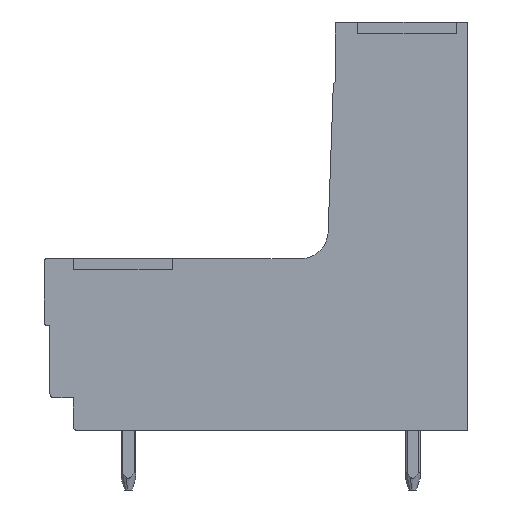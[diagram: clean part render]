
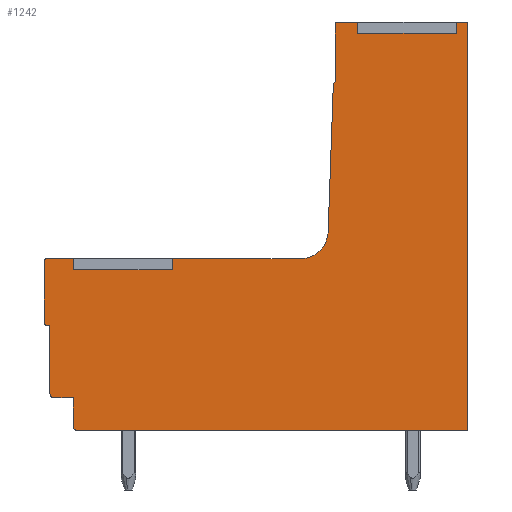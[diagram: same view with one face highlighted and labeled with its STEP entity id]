
A CAD part, left-side view. The second image highlights one B-rep face of the part: STEP entity #1242.
In plain terms, the highlighted planar face has unit normal (-1, 0, 0).
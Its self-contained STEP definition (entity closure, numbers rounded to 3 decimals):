
#1085=AXIS2_PLACEMENT_3D('Plane Axis2P3D',#1082,#1083,#1084) ;
#1096=AXIS2_PLACEMENT_3D('Circle Axis2P3D',#1094,#1095,$) ;
#1110=AXIS2_PLACEMENT_3D('Circle Axis2P3D',#1108,#1109,$) ;
#1124=AXIS2_PLACEMENT_3D('Circle Axis2P3D',#1122,#1123,$) ;
#1143=AXIS2_PLACEMENT_3D('Circle Axis2P3D',#1141,#1142,$) ;
#1157=AXIS2_PLACEMENT_3D('Circle Axis2P3D',#1155,#1156,$) ;
#1178=AXIS2_PLACEMENT_3D('Circle Axis2P3D',#1176,#1177,$) ;
#1199=AXIS2_PLACEMENT_3D('Circle Axis2P3D',#1197,#1198,$) ;
#36=CARTESIAN_POINT('Line Origine',(0.3,5.9,24.8)) ;
#40=CARTESIAN_POINT('Vertex',(0.3,5.9,25.1)) ;
#42=CARTESIAN_POINT('Vertex',(0.3,5.9,24.5)) ;
#76=CARTESIAN_POINT('Line Origine',(0.3,3.25,24.5)) ;
#80=CARTESIAN_POINT('Vertex',(0.3,0.6,24.5)) ;
#135=CARTESIAN_POINT('Vertex',(0.3,0.6,25.1)) ;
#155=CARTESIAN_POINT('Line Origine',(0.3,0.6,24.8)) ;
#172=CARTESIAN_POINT('Line Origine',(0.3,21.14,12.1)) ;
#176=CARTESIAN_POINT('Vertex',(0.3,21.14,12.4)) ;
#178=CARTESIAN_POINT('Vertex',(0.3,21.14,11.8)) ;
#212=CARTESIAN_POINT('Line Origine',(0.3,18.49,11.8)) ;
#216=CARTESIAN_POINT('Vertex',(0.3,15.84,11.8)) ;
#266=CARTESIAN_POINT('Vertex',(0.3,15.84,12.4)) ;
#286=CARTESIAN_POINT('Line Origine',(0.3,15.84,12.1)) ;
#356=CARTESIAN_POINT('Vertex',(0.3,0.,3.2)) ;
#359=CARTESIAN_POINT('Line Origine',(0.3,10.47,3.2)) ;
#363=CARTESIAN_POINT('Vertex',(0.3,20.94,3.2)) ;
#1082=CARTESIAN_POINT('Axis2P3D Location',(0.3,0.,0.)) ;
#1087=CARTESIAN_POINT('Line Origine',(0.3,6.45,25.1)) ;
#1091=CARTESIAN_POINT('Vertex',(0.3,7.,25.1)) ;
#1094=CARTESIAN_POINT('Axis2P3D Location',(0.3,7.,25.)) ;
#1098=CARTESIAN_POINT('Vertex',(0.3,7.1,25.)) ;
#1101=CARTESIAN_POINT('Line Origine',(0.3,7.1,23.45)) ;
#1105=CARTESIAN_POINT('Vertex',(0.3,7.1,21.9)) ;
#1108=CARTESIAN_POINT('Axis2P3D Location',(0.3,6.952,21.694)) ;
#1112=CARTESIAN_POINT('Vertex',(0.3,7.206,21.705)) ;
#1115=CARTESIAN_POINT('Line Origine',(0.3,7.343,17.776)) ;
#1119=CARTESIAN_POINT('Vertex',(0.3,7.48,13.848)) ;
#1122=CARTESIAN_POINT('Axis2P3D Location',(0.3,8.979,13.9)) ;
#1126=CARTESIAN_POINT('Vertex',(0.3,8.979,12.4)) ;
#1129=CARTESIAN_POINT('Line Origine',(0.3,12.41,12.4)) ;
#1134=CARTESIAN_POINT('Line Origine',(0.3,21.87,12.4)) ;
#1138=CARTESIAN_POINT('Vertex',(0.3,22.6,12.4)) ;
#1141=CARTESIAN_POINT('Axis2P3D Location',(0.3,22.6,12.3)) ;
#1145=CARTESIAN_POINT('Vertex',(0.3,22.7,12.3)) ;
#1148=CARTESIAN_POINT('Line Origine',(0.3,22.7,10.65)) ;
#1152=CARTESIAN_POINT('Vertex',(0.3,22.7,9.)) ;
#1155=CARTESIAN_POINT('Axis2P3D Location',(0.3,22.5,9.)) ;
#1159=CARTESIAN_POINT('Vertex',(0.3,22.5,8.8)) ;
#1162=CARTESIAN_POINT('Line Origine',(0.3,22.45,8.8)) ;
#1166=CARTESIAN_POINT('Vertex',(0.3,22.4,8.8)) ;
#1169=CARTESIAN_POINT('Line Origine',(0.3,22.4,6.975)) ;
#1173=CARTESIAN_POINT('Vertex',(0.3,22.4,5.15)) ;
#1176=CARTESIAN_POINT('Axis2P3D Location',(0.3,22.2,5.15)) ;
#1180=CARTESIAN_POINT('Vertex',(0.3,22.2,4.95)) ;
#1183=CARTESIAN_POINT('Line Origine',(0.3,21.67,4.95)) ;
#1187=CARTESIAN_POINT('Vertex',(0.3,21.14,4.95)) ;
#1190=CARTESIAN_POINT('Line Origine',(0.3,21.14,4.175)) ;
#1194=CARTESIAN_POINT('Vertex',(0.3,21.14,3.4)) ;
#1197=CARTESIAN_POINT('Axis2P3D Location',(0.3,20.94,3.4)) ;
#1202=CARTESIAN_POINT('Line Origine',(0.3,0.,14.15)) ;
#1206=CARTESIAN_POINT('Vertex',(0.3,0.,25.1)) ;
#1209=CARTESIAN_POINT('Line Origine',(0.3,0.3,25.1)) ;
#37=DIRECTION('Vector Direction',(0.,0.,1.)) ;
#77=DIRECTION('Vector Direction',(0.,1.,0.)) ;
#156=DIRECTION('Vector Direction',(0.,0.,-1.)) ;
#173=DIRECTION('Vector Direction',(0.,0.,1.)) ;
#213=DIRECTION('Vector Direction',(0.,1.,0.)) ;
#287=DIRECTION('Vector Direction',(0.,0.,-1.)) ;
#360=DIRECTION('Vector Direction',(0.,1.,0.)) ;
#1083=DIRECTION('Axis2P3D Direction',(-1.,0.,0.)) ;
#1084=DIRECTION('Axis2P3D XDirection',(0.,0.,1.)) ;
#1088=DIRECTION('Vector Direction',(0.,-1.,0.)) ;
#1095=DIRECTION('Axis2P3D Direction',(-1.,0.,0.)) ;
#1102=DIRECTION('Vector Direction',(0.,0.,1.)) ;
#1109=DIRECTION('Axis2P3D Direction',(-1.,0.,0.)) ;
#1116=DIRECTION('Vector Direction',(0.,-0.035,0.999)) ;
#1123=DIRECTION('Axis2P3D Direction',(-1.,0.,0.)) ;
#1130=DIRECTION('Vector Direction',(0.,-1.,0.)) ;
#1135=DIRECTION('Vector Direction',(0.,-1.,0.)) ;
#1142=DIRECTION('Axis2P3D Direction',(-1.,0.,0.)) ;
#1149=DIRECTION('Vector Direction',(0.,0.,1.)) ;
#1156=DIRECTION('Axis2P3D Direction',(-1.,0.,0.)) ;
#1163=DIRECTION('Vector Direction',(0.,1.,0.)) ;
#1170=DIRECTION('Vector Direction',(0.,0.,1.)) ;
#1177=DIRECTION('Axis2P3D Direction',(-1.,0.,0.)) ;
#1184=DIRECTION('Vector Direction',(0.,1.,0.)) ;
#1191=DIRECTION('Vector Direction',(0.,0.,1.)) ;
#1198=DIRECTION('Axis2P3D Direction',(-1.,0.,0.)) ;
#1203=DIRECTION('Vector Direction',(0.,0.,-1.)) ;
#1210=DIRECTION('Vector Direction',(0.,-1.,0.)) ;
#38=VECTOR('Line Direction',#37,1.) ;
#78=VECTOR('Line Direction',#77,1.) ;
#157=VECTOR('Line Direction',#156,1.) ;
#174=VECTOR('Line Direction',#173,1.) ;
#214=VECTOR('Line Direction',#213,1.) ;
#288=VECTOR('Line Direction',#287,1.) ;
#361=VECTOR('Line Direction',#360,1.) ;
#1089=VECTOR('Line Direction',#1088,1.) ;
#1103=VECTOR('Line Direction',#1102,1.) ;
#1117=VECTOR('Line Direction',#1116,1.) ;
#1131=VECTOR('Line Direction',#1130,1.) ;
#1136=VECTOR('Line Direction',#1135,1.) ;
#1150=VECTOR('Line Direction',#1149,1.) ;
#1164=VECTOR('Line Direction',#1163,1.) ;
#1171=VECTOR('Line Direction',#1170,1.) ;
#1185=VECTOR('Line Direction',#1184,1.) ;
#1192=VECTOR('Line Direction',#1191,1.) ;
#1204=VECTOR('Line Direction',#1203,1.) ;
#1211=VECTOR('Line Direction',#1210,1.) ;
#1215=ORIENTED_EDGE('',*,*,#1093,.T.) ;
#1216=ORIENTED_EDGE('',*,*,#1100,.T.) ;
#1217=ORIENTED_EDGE('',*,*,#1107,.T.) ;
#1218=ORIENTED_EDGE('',*,*,#1114,.T.) ;
#1219=ORIENTED_EDGE('',*,*,#1121,.T.) ;
#1220=ORIENTED_EDGE('',*,*,#1128,.T.) ;
#1221=ORIENTED_EDGE('',*,*,#1133,.T.) ;
#1222=ORIENTED_EDGE('',*,*,#290,.F.) ;
#1223=ORIENTED_EDGE('',*,*,#218,.F.) ;
#1224=ORIENTED_EDGE('',*,*,#180,.F.) ;
#1225=ORIENTED_EDGE('',*,*,#1140,.T.) ;
#1226=ORIENTED_EDGE('',*,*,#1147,.T.) ;
#1227=ORIENTED_EDGE('',*,*,#1154,.T.) ;
#1228=ORIENTED_EDGE('',*,*,#1161,.T.) ;
#1229=ORIENTED_EDGE('',*,*,#1168,.T.) ;
#1230=ORIENTED_EDGE('',*,*,#1175,.T.) ;
#1231=ORIENTED_EDGE('',*,*,#1182,.T.) ;
#1232=ORIENTED_EDGE('',*,*,#1189,.T.) ;
#1233=ORIENTED_EDGE('',*,*,#1196,.T.) ;
#1234=ORIENTED_EDGE('',*,*,#1201,.T.) ;
#1235=ORIENTED_EDGE('',*,*,#365,.T.) ;
#1236=ORIENTED_EDGE('',*,*,#1208,.T.) ;
#1237=ORIENTED_EDGE('',*,*,#1213,.T.) ;
#1238=ORIENTED_EDGE('',*,*,#159,.F.) ;
#1239=ORIENTED_EDGE('',*,*,#82,.F.) ;
#1240=ORIENTED_EDGE('',*,*,#44,.F.) ;
#1242=ADVANCED_FACE('HOUSING',(#1241),#1086,.T.) ;
#1097=CIRCLE('generated circle',#1096,0.1) ;
#1111=CIRCLE('generated circle',#1110,0.253) ;
#1125=CIRCLE('generated circle',#1124,1.5) ;
#1144=CIRCLE('generated circle',#1143,0.1) ;
#1158=CIRCLE('generated circle',#1157,0.2) ;
#1179=CIRCLE('generated circle',#1178,0.2) ;
#1200=CIRCLE('generated circle',#1199,0.2) ;
#44=EDGE_CURVE('',#41,#43,#39,.F.) ;
#82=EDGE_CURVE('',#43,#81,#79,.F.) ;
#159=EDGE_CURVE('',#81,#136,#158,.F.) ;
#180=EDGE_CURVE('',#177,#179,#175,.F.) ;
#218=EDGE_CURVE('',#179,#217,#215,.F.) ;
#290=EDGE_CURVE('',#217,#267,#289,.F.) ;
#365=EDGE_CURVE('',#364,#357,#362,.F.) ;
#1093=EDGE_CURVE('',#41,#1092,#1090,.F.) ;
#1100=EDGE_CURVE('',#1092,#1099,#1097,.T.) ;
#1107=EDGE_CURVE('',#1099,#1106,#1104,.F.) ;
#1114=EDGE_CURVE('',#1106,#1113,#1111,.T.) ;
#1121=EDGE_CURVE('',#1113,#1120,#1118,.F.) ;
#1128=EDGE_CURVE('',#1120,#1127,#1125,.F.) ;
#1133=EDGE_CURVE('',#1127,#267,#1132,.F.) ;
#1140=EDGE_CURVE('',#177,#1139,#1137,.F.) ;
#1147=EDGE_CURVE('',#1139,#1146,#1144,.T.) ;
#1154=EDGE_CURVE('',#1146,#1153,#1151,.F.) ;
#1161=EDGE_CURVE('',#1153,#1160,#1158,.T.) ;
#1168=EDGE_CURVE('',#1160,#1167,#1165,.F.) ;
#1175=EDGE_CURVE('',#1167,#1174,#1172,.F.) ;
#1182=EDGE_CURVE('',#1174,#1181,#1179,.T.) ;
#1189=EDGE_CURVE('',#1181,#1188,#1186,.F.) ;
#1196=EDGE_CURVE('',#1188,#1195,#1193,.F.) ;
#1201=EDGE_CURVE('',#1195,#364,#1200,.T.) ;
#1208=EDGE_CURVE('',#357,#1207,#1205,.F.) ;
#1213=EDGE_CURVE('',#1207,#136,#1212,.F.) ;
#1214=EDGE_LOOP('',(#1215,#1216,#1217,#1218,#1219,#1220,#1221,#1222,#1223,#1224,#1225,#1226,#1227,#1228,#1229,#1230,#1231,#1232,#1233,#1234,#1235,#1236,#1237,#1238,#1239,#1240)) ;
#1241=FACE_OUTER_BOUND('',#1214,.T.) ;
#39=LINE('Line',#36,#38) ;
#79=LINE('Line',#76,#78) ;
#158=LINE('Line',#155,#157) ;
#175=LINE('Line',#172,#174) ;
#215=LINE('Line',#212,#214) ;
#289=LINE('Line',#286,#288) ;
#362=LINE('Line',#359,#361) ;
#1090=LINE('Line',#1087,#1089) ;
#1104=LINE('Line',#1101,#1103) ;
#1118=LINE('Line',#1115,#1117) ;
#1132=LINE('Line',#1129,#1131) ;
#1137=LINE('Line',#1134,#1136) ;
#1151=LINE('Line',#1148,#1150) ;
#1165=LINE('Line',#1162,#1164) ;
#1172=LINE('Line',#1169,#1171) ;
#1186=LINE('Line',#1183,#1185) ;
#1193=LINE('Line',#1190,#1192) ;
#1205=LINE('Line',#1202,#1204) ;
#1212=LINE('Line',#1209,#1211) ;
#1086=PLANE('',#1085) ;
#41=VERTEX_POINT('',#40) ;
#43=VERTEX_POINT('',#42) ;
#81=VERTEX_POINT('',#80) ;
#136=VERTEX_POINT('',#135) ;
#177=VERTEX_POINT('',#176) ;
#179=VERTEX_POINT('',#178) ;
#217=VERTEX_POINT('',#216) ;
#267=VERTEX_POINT('',#266) ;
#357=VERTEX_POINT('',#356) ;
#364=VERTEX_POINT('',#363) ;
#1092=VERTEX_POINT('',#1091) ;
#1099=VERTEX_POINT('',#1098) ;
#1106=VERTEX_POINT('',#1105) ;
#1113=VERTEX_POINT('',#1112) ;
#1120=VERTEX_POINT('',#1119) ;
#1127=VERTEX_POINT('',#1126) ;
#1139=VERTEX_POINT('',#1138) ;
#1146=VERTEX_POINT('',#1145) ;
#1153=VERTEX_POINT('',#1152) ;
#1160=VERTEX_POINT('',#1159) ;
#1167=VERTEX_POINT('',#1166) ;
#1174=VERTEX_POINT('',#1173) ;
#1181=VERTEX_POINT('',#1180) ;
#1188=VERTEX_POINT('',#1187) ;
#1195=VERTEX_POINT('',#1194) ;
#1207=VERTEX_POINT('',#1206) ;
